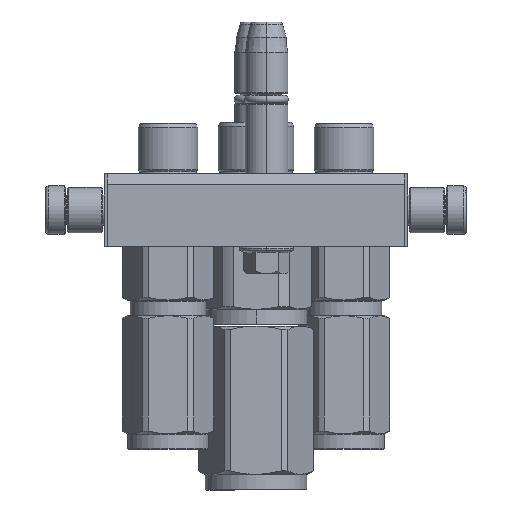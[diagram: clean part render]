
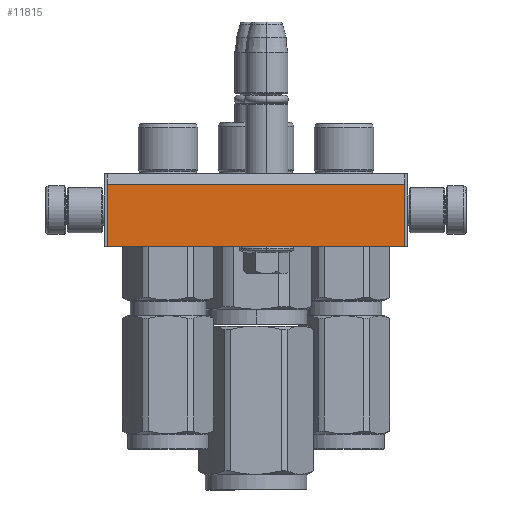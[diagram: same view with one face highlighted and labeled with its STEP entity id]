
A CAD part, left-side view. The second image highlights one B-rep face of the part: STEP entity #11815.
In plain terms, the highlighted face is planar.
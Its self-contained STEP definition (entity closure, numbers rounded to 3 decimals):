
#1320 = ORIENTED_EDGE ( 'NONE', *, *, #5823, .T. ) ;
#2845 = DIRECTION ( 'NONE',  ( 0., 0., 1. ) ) ;
#3192 = EDGE_CURVE ( 'NONE', #25591, #26610, #28882, .T. ) ;
#3201 = DIRECTION ( 'NONE',  ( 1., 0., 0. ) ) ;
#3827 = CARTESIAN_POINT ( 'NONE',  ( -20., 24., 24. ) ) ;
#4497 = CARTESIAN_POINT ( 'NONE',  ( -20., 3.464, 24. ) ) ;
#5691 = EDGE_LOOP ( 'NONE', ( #28167, #42488, #10267, #1320 ) ) ;
#5823 = EDGE_CURVE ( 'NONE', #37998, #26610, #35624, .T. ) ;
#10267 = ORIENTED_EDGE ( 'NONE', *, *, #10341, .T. ) ;
#10341 = EDGE_CURVE ( 'NONE', #39953, #37998, #43311, .T. ) ;
#11815 = ADVANCED_FACE ( 'NONE', ( #33978 ), #47916, .T. ) ;
#15138 = DIRECTION ( 'NONE',  ( 1., 0., 0. ) ) ;
#18786 = CARTESIAN_POINT ( 'NONE',  ( -20., 24., 24. ) ) ;
#20012 = VECTOR ( 'NONE', #21366, 1000. ) ;
#21366 = DIRECTION ( 'NONE',  ( 0., 1., 0. ) ) ;
#25591 = VERTEX_POINT ( 'NONE', #3827 ) ;
#26610 = VERTEX_POINT ( 'NONE', #35868 ) ;
#28167 = ORIENTED_EDGE ( 'NONE', *, *, #3192, .F. ) ;
#28276 = VECTOR ( 'NONE', #41862, 1000. ) ;
#28530 = CARTESIAN_POINT ( 'NONE',  ( -20., 3.464, 24. ) ) ;
#28840 = LINE ( 'NONE', #4497, #45812 ) ;
#28882 = LINE ( 'NONE', #18786, #51650 ) ;
#30882 = AXIS2_PLACEMENT_3D ( 'NONE', #53053, #2845, #3201 ) ;
#33978 = FACE_OUTER_BOUND ( 'NONE', #5691, .T. ) ;
#35624 = LINE ( 'NONE', #40743, #20012 ) ;
#35868 = CARTESIAN_POINT ( 'NONE',  ( 78., 24., 24. ) ) ;
#37998 = VERTEX_POINT ( 'NONE', #52793 ) ;
#39623 = EDGE_CURVE ( 'NONE', #39953, #25591, #28840, .T. ) ;
#39953 = VERTEX_POINT ( 'NONE', #43586 ) ;
#40743 = CARTESIAN_POINT ( 'NONE',  ( 78., 3.464, 24. ) ) ;
#41862 = DIRECTION ( 'NONE',  ( 1., 0., 0. ) ) ;
#42488 = ORIENTED_EDGE ( 'NONE', *, *, #39623, .F. ) ;
#43311 = LINE ( 'NONE', #28530, #28276 ) ;
#43586 = CARTESIAN_POINT ( 'NONE',  ( -20., 3.464, 24. ) ) ;
#45249 = DIRECTION ( 'NONE',  ( 0., 1., 0. ) ) ;
#45812 = VECTOR ( 'NONE', #45249, 1000. ) ;
#47916 = PLANE ( 'NONE',  #30882 ) ;
#51650 = VECTOR ( 'NONE', #15138, 1000. ) ;
#52793 = CARTESIAN_POINT ( 'NONE',  ( 78., 3.464, 24. ) ) ;
#53053 = CARTESIAN_POINT ( 'NONE',  ( -21., 0., 24. ) ) ;
